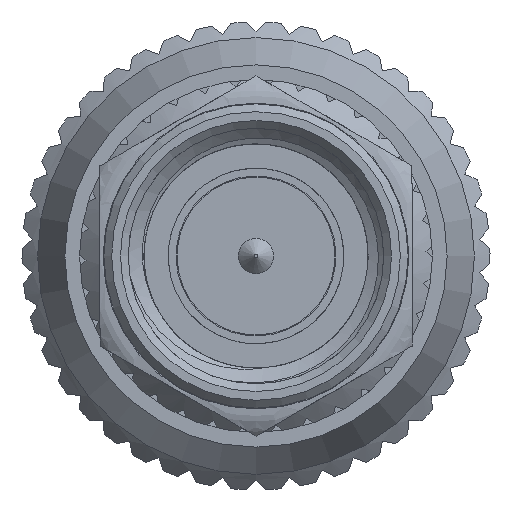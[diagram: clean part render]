
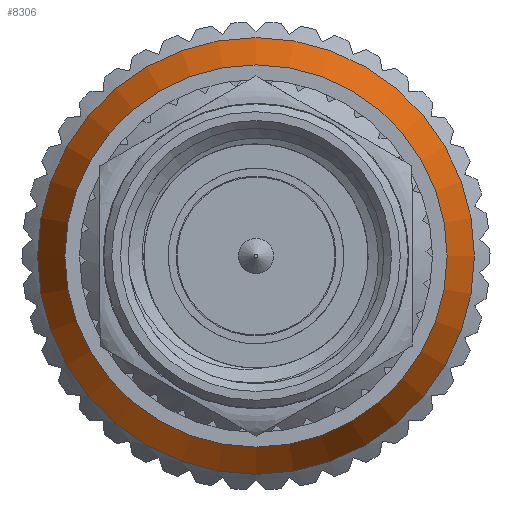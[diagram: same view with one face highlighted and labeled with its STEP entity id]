
A CAD part, front view. The second image highlights one B-rep face of the part: STEP entity #8306.
In plain terms, the highlighted conical face has half-angle 25.017 degrees and reference radius 5.6 mm.
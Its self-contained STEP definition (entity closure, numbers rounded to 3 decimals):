
#2701=ORIENTED_EDGE('',*,*,#3820,.F.);
#2702=ORIENTED_EDGE('',*,*,#3819,.F.);
#3819=EDGE_CURVE('',#4429,#4429,#4725,.T.);
#3820=EDGE_CURVE('',#4430,#4430,#4726,.F.);
#4429=VERTEX_POINT('',#13629);
#4430=VERTEX_POINT('',#13632);
#4725=CIRCLE('',#8889,5.6);
#4726=CIRCLE('',#8891,4.9);
#5088=EDGE_LOOP('',(#2701));
#5089=EDGE_LOOP('',(#2702));
#5514=FACE_BOUND('',#5088,.T.);
#5515=FACE_BOUND('',#5089,.T.);
#5647=CONICAL_SURFACE('',#8890,5.6,0.437);
#8306=ADVANCED_FACE('',(#5514,#5515),#5647,.T.);
#8889=AXIS2_PLACEMENT_3D('',#13628,#10271,#10272);
#8890=AXIS2_PLACEMENT_3D('',#13630,#10273,#10274);
#8891=AXIS2_PLACEMENT_3D('',#13631,#10275,#10276);
#10271=DIRECTION('',(0.,1.,0.));
#10272=DIRECTION('',(1.,0.,0.));
#10273=DIRECTION('',(0.,1.,0.));
#10274=DIRECTION('',(0.,0.,-1.));
#10275=DIRECTION('',(0.,1.,0.));
#10276=DIRECTION('',(0.,0.,-1.));
#13628=CARTESIAN_POINT('',(0.,-1.75,0.));
#13629=CARTESIAN_POINT('',(5.6,-1.75,0.));
#13630=CARTESIAN_POINT('',(0.,-1.75,0.));
#13631=CARTESIAN_POINT('',(0.,-3.25,0.));
#13632=CARTESIAN_POINT('',(0.,-3.25,-4.9));
